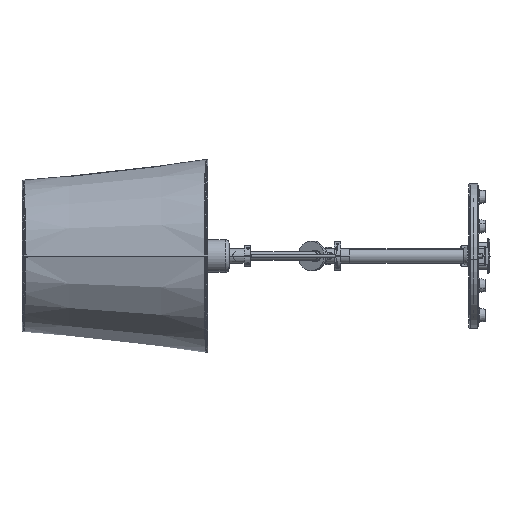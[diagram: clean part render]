
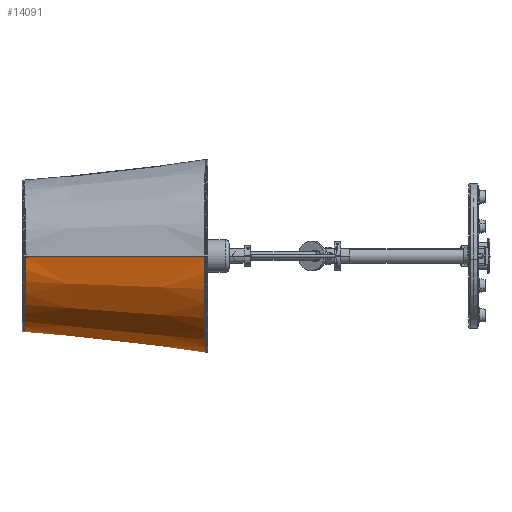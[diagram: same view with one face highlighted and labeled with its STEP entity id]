
A CAD part, left-side view. The second image highlights one B-rep face of the part: STEP entity #14091.
In plain terms, the highlighted conical face has half-angle 6.51 degrees and reference radius 127.5 mm.
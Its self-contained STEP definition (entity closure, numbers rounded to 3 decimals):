
#325 = CARTESIAN_POINT ( 'NONE',  ( -99.173, 597.982, 0. ) ) ;
#346 = ORIENTED_EDGE ( 'NONE', *, *, #6583, .F. ) ;
#398 = EDGE_LOOP ( 'NONE', ( #11185, #4507, #13986, #346 ) ) ;
#887 = CARTESIAN_POINT ( 'NONE',  ( -326.673, 356.982, 0. ) ) ;
#895 = LINE ( 'NONE', #5922, #10081 ) ;
#2131 = EDGE_CURVE ( 'NONE', #11054, #10793, #14950, .T. ) ;
#2477 = DIRECTION ( 'NONE',  ( -1., 0., 0. ) ) ;
#2526 = AXIS2_PLACEMENT_3D ( 'NONE', #11513, #9184, #5259 ) ;
#2550 = CIRCLE ( 'NONE', #15696, 127.5 ) ;
#4310 = FACE_OUTER_BOUND ( 'NONE', #398, .T. ) ;
#4507 = ORIENTED_EDGE ( 'NONE', *, *, #2131, .T. ) ;
#4905 = AXIS2_PLACEMENT_3D ( 'NONE', #11809, #11036, #9627 ) ;
#5259 = DIRECTION ( 'NONE',  ( -1., 0., 0. ) ) ;
#5922 = CARTESIAN_POINT ( 'NONE',  ( -326.673, 356.982, 0. ) ) ;
#6185 = CARTESIAN_POINT ( 'NONE',  ( -199.173, 356.982, 0. ) ) ;
#6583 = EDGE_CURVE ( 'NONE', #7369, #13480, #895, .T. ) ;
#6736 = CONICAL_SURFACE ( 'NONE', #4905, 127.5, 0.114 ) ;
#7042 = CARTESIAN_POINT ( 'NONE',  ( -299.173, 597.982, 0. ) ) ;
#7369 = VERTEX_POINT ( 'NONE', #7042 ) ;
#7752 = EDGE_CURVE ( 'NONE', #7369, #11054, #16187, .T. ) ;
#8595 = CARTESIAN_POINT ( 'NONE',  ( -71.673, 356.982, 0. ) ) ;
#9184 = DIRECTION ( 'NONE',  ( 0., -1., 0. ) ) ;
#9627 = DIRECTION ( 'NONE',  ( -1., 0., 0. ) ) ;
#9983 = DIRECTION ( 'NONE',  ( 0.113, -0.994, 0. ) ) ;
#10081 = VECTOR ( 'NONE', #10938, 1000. ) ;
#10793 = VERTEX_POINT ( 'NONE', #13662 ) ;
#10938 = DIRECTION ( 'NONE',  ( -0.113, -0.994, 0. ) ) ;
#11036 = DIRECTION ( 'NONE',  ( 0., -1., 0. ) ) ;
#11054 = VERTEX_POINT ( 'NONE', #325 ) ;
#11185 = ORIENTED_EDGE ( 'NONE', *, *, #7752, .T. ) ;
#11513 = CARTESIAN_POINT ( 'NONE',  ( -199.173, 597.982, 0. ) ) ;
#11809 = CARTESIAN_POINT ( 'NONE',  ( -199.173, 356.982, 0. ) ) ;
#13480 = VERTEX_POINT ( 'NONE', #887 ) ;
#13662 = CARTESIAN_POINT ( 'NONE',  ( -71.673, 356.982, 0. ) ) ;
#13746 = DIRECTION ( 'NONE',  ( 0., -1., 0. ) ) ;
#13986 = ORIENTED_EDGE ( 'NONE', *, *, #14333, .F. ) ;
#14091 = ADVANCED_FACE ( 'NONE', ( #4310 ), #6736, .T. ) ;
#14333 = EDGE_CURVE ( 'NONE', #13480, #10793, #2550, .T. ) ;
#14871 = VECTOR ( 'NONE', #9983, 1000. ) ;
#14950 = LINE ( 'NONE', #8595, #14871 ) ;
#15696 = AXIS2_PLACEMENT_3D ( 'NONE', #6185, #13746, #2477 ) ;
#16187 = CIRCLE ( 'NONE', #2526, 100. ) ;
